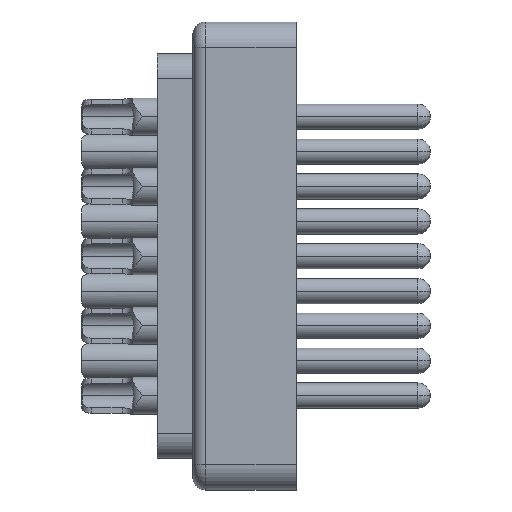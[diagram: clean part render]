
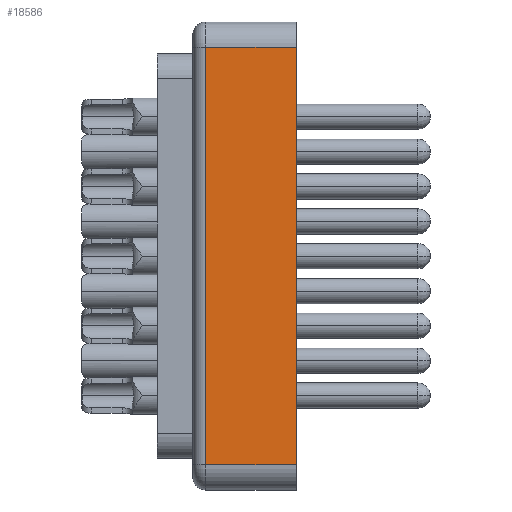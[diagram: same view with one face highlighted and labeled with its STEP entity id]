
A CAD part, top view. The second image highlights one B-rep face of the part: STEP entity #18586.
In plain terms, the highlighted planar face has unit normal (0, 0, 1).
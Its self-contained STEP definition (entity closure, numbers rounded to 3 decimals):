
#18586 = ADVANCED_FACE('',(#18587),#18601,.T.);
#18587 = FACE_BOUND('',#18588,.T.);
#18588 = EDGE_LOOP('',(#18589,#18624,#18652,#18680));
#18589 = ORIENTED_EDGE('',*,*,#18590,.F.);
#18590 = EDGE_CURVE('',#18591,#18593,#18595,.T.);
#18591 = VERTEX_POINT('',#18592);
#18592 = CARTESIAN_POINT('',(-0.1,8.263,3.8));
#18593 = VERTEX_POINT('',#18594);
#18594 = CARTESIAN_POINT('',(3.5,8.263,3.8));
#18595 = SURFACE_CURVE('',#18596,(#18600,#18612),.PCURVE_S1.);
#18596 = LINE('',#18597,#18598);
#18597 = CARTESIAN_POINT('',(-2.,8.263,3.8));
#18598 = VECTOR('',#18599,1.);
#18599 = DIRECTION('',(1.,0.,0.));
#18600 = PCURVE('',#18601,#18606);
#18601 = PLANE('',#18602);
#18602 = AXIS2_PLACEMENT_3D('',#18603,#18604,#18605);
#18603 = CARTESIAN_POINT('',(-2.,-8.263,3.8));
#18604 = DIRECTION('',(0.,0.,1.));
#18605 = DIRECTION('',(0.,1.,0.));
#18606 = DEFINITIONAL_REPRESENTATION('',(#18607),#18611);
#18607 = LINE('',#18608,#18609);
#18608 = CARTESIAN_POINT('',(16.526,0.));
#18609 = VECTOR('',#18610,1.);
#18610 = DIRECTION('',(0.,-1.));
#18611 = ( GEOMETRIC_REPRESENTATION_CONTEXT(2) 
PARAMETRIC_REPRESENTATION_CONTEXT() REPRESENTATION_CONTEXT('2D SPACE',''
  ) );
#18612 = PCURVE('',#18613,#18618);
#18613 = CYLINDRICAL_SURFACE('',#18614,1.);
#18614 = AXIS2_PLACEMENT_3D('',#18615,#18616,#18617);
#18615 = CARTESIAN_POINT('',(-2.,8.263,2.8));
#18616 = DIRECTION('',(-1.,0.,0.));
#18617 = DIRECTION('',(0.,1.,0.));
#18618 = DEFINITIONAL_REPRESENTATION('',(#18619),#18623);
#18619 = LINE('',#18620,#18621);
#18620 = CARTESIAN_POINT('',(-7.854,0.));
#18621 = VECTOR('',#18622,1.);
#18622 = DIRECTION('',(-0.,-1.));
#18623 = ( GEOMETRIC_REPRESENTATION_CONTEXT(2) 
PARAMETRIC_REPRESENTATION_CONTEXT() REPRESENTATION_CONTEXT('2D SPACE',''
  ) );
#18624 = ORIENTED_EDGE('',*,*,#18625,.F.);
#18625 = EDGE_CURVE('',#18626,#18591,#18628,.T.);
#18626 = VERTEX_POINT('',#18627);
#18627 = CARTESIAN_POINT('',(-0.1,-8.263,3.8));
#18628 = SURFACE_CURVE('',#18629,(#18633,#18640),.PCURVE_S1.);
#18629 = LINE('',#18630,#18631);
#18630 = CARTESIAN_POINT('',(-0.1,-8.263,3.8));
#18631 = VECTOR('',#18632,1.);
#18632 = DIRECTION('',(0.,1.,0.));
#18633 = PCURVE('',#18601,#18634);
#18634 = DEFINITIONAL_REPRESENTATION('',(#18635),#18639);
#18635 = LINE('',#18636,#18637);
#18636 = CARTESIAN_POINT('',(0.,-1.9));
#18637 = VECTOR('',#18638,1.);
#18638 = DIRECTION('',(1.,0.));
#18639 = ( GEOMETRIC_REPRESENTATION_CONTEXT(2) 
PARAMETRIC_REPRESENTATION_CONTEXT() REPRESENTATION_CONTEXT('2D SPACE',''
  ) );
#18640 = PCURVE('',#18641,#18646);
#18641 = CYLINDRICAL_SURFACE('',#18642,0.5);
#18642 = AXIS2_PLACEMENT_3D('',#18643,#18644,#18645);
#18643 = CARTESIAN_POINT('',(-0.1,-8.263,3.3));
#18644 = DIRECTION('',(0.,1.,0.));
#18645 = DIRECTION('',(-1.,0.,0.));
#18646 = DEFINITIONAL_REPRESENTATION('',(#18647),#18651);
#18647 = LINE('',#18648,#18649);
#18648 = CARTESIAN_POINT('',(1.571,0.));
#18649 = VECTOR('',#18650,1.);
#18650 = DIRECTION('',(0.,1.));
#18651 = ( GEOMETRIC_REPRESENTATION_CONTEXT(2) 
PARAMETRIC_REPRESENTATION_CONTEXT() REPRESENTATION_CONTEXT('2D SPACE',''
  ) );
#18652 = ORIENTED_EDGE('',*,*,#18653,.T.);
#18653 = EDGE_CURVE('',#18626,#18654,#18656,.T.);
#18654 = VERTEX_POINT('',#18655);
#18655 = CARTESIAN_POINT('',(3.5,-8.263,3.8));
#18656 = SURFACE_CURVE('',#18657,(#18661,#18668),.PCURVE_S1.);
#18657 = LINE('',#18658,#18659);
#18658 = CARTESIAN_POINT('',(-2.,-8.263,3.8));
#18659 = VECTOR('',#18660,1.);
#18660 = DIRECTION('',(1.,0.,0.));
#18661 = PCURVE('',#18601,#18662);
#18662 = DEFINITIONAL_REPRESENTATION('',(#18663),#18667);
#18663 = LINE('',#18664,#18665);
#18664 = CARTESIAN_POINT('',(0.,0.));
#18665 = VECTOR('',#18666,1.);
#18666 = DIRECTION('',(0.,-1.));
#18667 = ( GEOMETRIC_REPRESENTATION_CONTEXT(2) 
PARAMETRIC_REPRESENTATION_CONTEXT() REPRESENTATION_CONTEXT('2D SPACE',''
  ) );
#18668 = PCURVE('',#18669,#18674);
#18669 = CYLINDRICAL_SURFACE('',#18670,1.);
#18670 = AXIS2_PLACEMENT_3D('',#18671,#18672,#18673);
#18671 = CARTESIAN_POINT('',(-2.,-8.263,2.8));
#18672 = DIRECTION('',(-1.,0.,0.));
#18673 = DIRECTION('',(0.,1.,0.));
#18674 = DEFINITIONAL_REPRESENTATION('',(#18675),#18679);
#18675 = LINE('',#18676,#18677);
#18676 = CARTESIAN_POINT('',(-1.571,0.));
#18677 = VECTOR('',#18678,1.);
#18678 = DIRECTION('',(-0.,-1.));
#18679 = ( GEOMETRIC_REPRESENTATION_CONTEXT(2) 
PARAMETRIC_REPRESENTATION_CONTEXT() REPRESENTATION_CONTEXT('2D SPACE',''
  ) );
#18680 = ORIENTED_EDGE('',*,*,#18681,.T.);
#18681 = EDGE_CURVE('',#18654,#18593,#18682,.T.);
#18682 = SURFACE_CURVE('',#18683,(#18687,#18694),.PCURVE_S1.);
#18683 = LINE('',#18684,#18685);
#18684 = CARTESIAN_POINT('',(3.5,-8.263,3.8));
#18685 = VECTOR('',#18686,1.);
#18686 = DIRECTION('',(0.,1.,0.));
#18687 = PCURVE('',#18601,#18688);
#18688 = DEFINITIONAL_REPRESENTATION('',(#18689),#18693);
#18689 = LINE('',#18690,#18691);
#18690 = CARTESIAN_POINT('',(0.,-5.5));
#18691 = VECTOR('',#18692,1.);
#18692 = DIRECTION('',(1.,0.));
#18693 = ( GEOMETRIC_REPRESENTATION_CONTEXT(2) 
PARAMETRIC_REPRESENTATION_CONTEXT() REPRESENTATION_CONTEXT('2D SPACE',''
  ) );
#18694 = PCURVE('',#18695,#18700);
#18695 = PLANE('',#18696);
#18696 = AXIS2_PLACEMENT_3D('',#18697,#18698,#18699);
#18697 = CARTESIAN_POINT('',(3.5,0.,-0.867));
#18698 = DIRECTION('',(-1.,0.,0.));
#18699 = DIRECTION('',(0.,0.,-1.));
#18700 = DEFINITIONAL_REPRESENTATION('',(#18701),#18705);
#18701 = LINE('',#18702,#18703);
#18702 = CARTESIAN_POINT('',(-4.667,8.263));
#18703 = VECTOR('',#18704,1.);
#18704 = DIRECTION('',(0.,-1.));
#18705 = ( GEOMETRIC_REPRESENTATION_CONTEXT(2) 
PARAMETRIC_REPRESENTATION_CONTEXT() REPRESENTATION_CONTEXT('2D SPACE',''
  ) );
